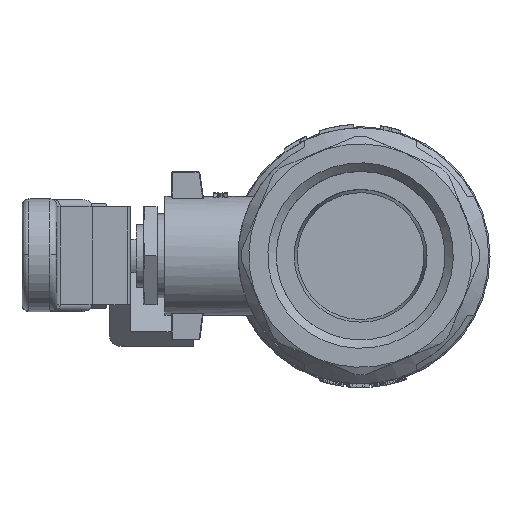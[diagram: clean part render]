
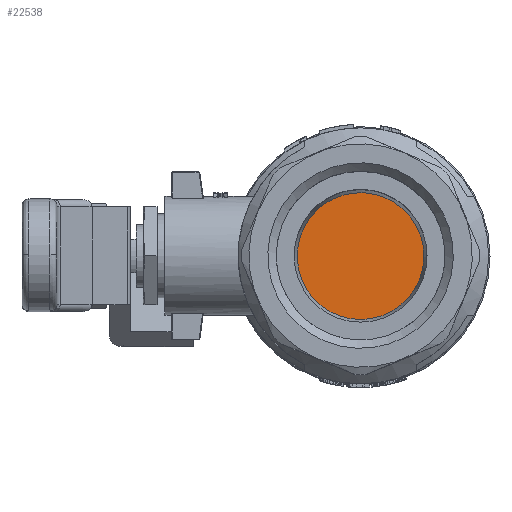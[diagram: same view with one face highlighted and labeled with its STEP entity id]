
A CAD part, top view. The second image highlights one B-rep face of the part: STEP entity #22538.
In plain terms, the highlighted face is planar.
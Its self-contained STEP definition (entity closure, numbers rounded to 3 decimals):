
#2047=CIRCLE('',#32043,13.221);
#2070=CIRCLE('',#32090,13.225);
#3184=ORIENTED_EDGE('',*,*,#9865,.T.);
#3185=ORIENTED_EDGE('',*,*,#9810,.F.);
#9810=EDGE_CURVE('',#13241,#13241,#2047,.T.);
#9865=EDGE_CURVE('',#13280,#13280,#2070,.T.);
#13241=VERTEX_POINT('',#44307);
#13280=VERTEX_POINT('',#45001);
#18586=EDGE_LOOP('',(#3184));
#18587=EDGE_LOOP('',(#3185));
#20029=FACE_BOUND('',#18586,.T.);
#20030=FACE_BOUND('',#18587,.T.);
#21349=PLANE('',#32091);
#22538=ADVANCED_FACE('',(#20029,#20030),#21349,.T.);
#32043=AXIS2_PLACEMENT_3D('',#44306,#35785,#35786);
#32090=AXIS2_PLACEMENT_3D('',#45000,#35895,#35896);
#32091=AXIS2_PLACEMENT_3D('',#45002,#35897,#35898);
#35785=DIRECTION('',(0.,0.,1.));
#35786=DIRECTION('',(0.707,-0.707,0.));
#35895=DIRECTION('',(0.,0.,1.));
#35896=DIRECTION('',(-0.924,0.383,0.));
#35897=DIRECTION('',(0.,0.,1.));
#35898=DIRECTION('',(1.,0.,0.));
#44306=CARTESIAN_POINT('',(0.,0.,6.));
#44307=CARTESIAN_POINT('',(9.348,-9.348,6.));
#45000=CARTESIAN_POINT('',(0.,0.,6.));
#45001=CARTESIAN_POINT('',(-12.218,5.061,6.));
#45002=CARTESIAN_POINT('',(-6.523,2.702,6.));
